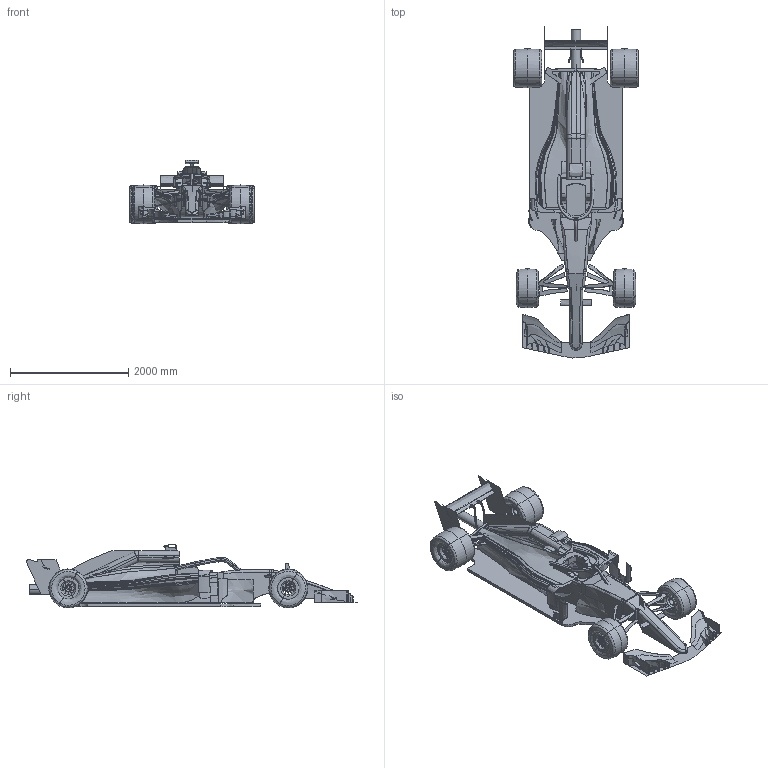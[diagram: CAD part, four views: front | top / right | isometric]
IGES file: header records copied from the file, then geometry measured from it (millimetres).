
Start section: START RECORD GO HERE.
Global section: file name: Product1_igs.igs; native system: DASSAULT SYSTEMES CATIA V5 R20 - www.3ds.com; preprocessor: CATIA Version 5 Release 20 ; author: ASUS; organization: SHUBHAMKAR; date: 20190530.221722; units: millimetre
Bounding box: 2114.18 x 5620.1 x 1081.32 mm (x, y, z)
Surface area: 37452857.8 mm2 (no closed solid volume)
Topology: 0 solids, 0 shells, 969 faces, 4710 edges, 4744 vertices
Faces by surface type: plane 374, revolution 286, bspline 173, extrusion 136
